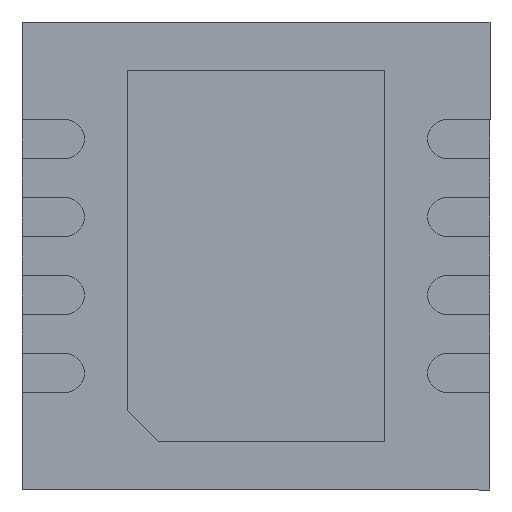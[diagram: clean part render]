
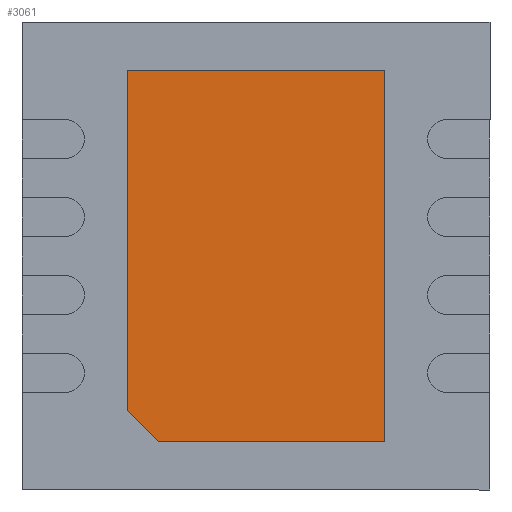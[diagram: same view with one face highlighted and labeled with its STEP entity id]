
A CAD part, front view. The second image highlights one B-rep face of the part: STEP entity #3061.
In plain terms, the highlighted planar face has unit normal (0, -1, 0).
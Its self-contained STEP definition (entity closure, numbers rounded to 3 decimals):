
#2 = CARTESIAN_POINT ( 'NONE',  ( 0.825, 0., -1.19 ) ) ;
#61 = PLANE ( 'NONE',  #511 ) ;
#102 = DIRECTION ( 'NONE',  ( -1., 0., 0. ) ) ;
#117 = EDGE_CURVE ( 'NONE', #261, #1980, #2565, .T. ) ;
#181 = VECTOR ( 'NONE', #1765, 1000. ) ;
#261 = VERTEX_POINT ( 'NONE', #2562 ) ;
#284 = ORIENTED_EDGE ( 'NONE', *, *, #2411, .T. ) ;
#385 = LINE ( 'NONE', #2996, #2652 ) ;
#404 = DIRECTION ( 'NONE',  ( 0., 0., -1. ) ) ;
#511 = AXIS2_PLACEMENT_3D ( 'NONE', #1998, #3445, #1136 ) ;
#540 = CARTESIAN_POINT ( 'NONE',  ( -0.825, 0., 1.19 ) ) ;
#754 = VERTEX_POINT ( 'NONE', #1309 ) ;
#790 = VECTOR ( 'NONE', #3172, 1000. ) ;
#852 = CARTESIAN_POINT ( 'NONE',  ( 0.825, 0., 0. ) ) ;
#984 = EDGE_LOOP ( 'NONE', ( #284, #1501, #2302, #2171, #1721 ) ) ;
#1136 = DIRECTION ( 'NONE',  ( 0., 0., -1. ) ) ;
#1176 = FACE_OUTER_BOUND ( 'NONE', #984, .T. ) ;
#1291 = VERTEX_POINT ( 'NONE', #2 ) ;
#1302 = VECTOR ( 'NONE', #3697, 1000. ) ;
#1309 = CARTESIAN_POINT ( 'NONE',  ( 0.825, 0., 1.19 ) ) ;
#1356 = LINE ( 'NONE', #852, #790 ) ;
#1359 = CARTESIAN_POINT ( 'NONE',  ( -0.825, 0., -0.99 ) ) ;
#1501 = ORIENTED_EDGE ( 'NONE', *, *, #3015, .T. ) ;
#1721 = ORIENTED_EDGE ( 'NONE', *, *, #117, .T. ) ;
#1747 = EDGE_CURVE ( 'NONE', #754, #2328, #2947, .T. ) ;
#1765 = DIRECTION ( 'NONE',  ( 1., 0., 0. ) ) ;
#1980 = VERTEX_POINT ( 'NONE', #2353 ) ;
#1998 = CARTESIAN_POINT ( 'NONE',  ( 0., 0., 0. ) ) ;
#2075 = VECTOR ( 'NONE', #102, 1000. ) ;
#2098 = EDGE_CURVE ( 'NONE', #2328, #261, #385, .T. ) ;
#2171 = ORIENTED_EDGE ( 'NONE', *, *, #2098, .T. ) ;
#2302 = ORIENTED_EDGE ( 'NONE', *, *, #1747, .T. ) ;
#2313 = LINE ( 'NONE', #2332, #181 ) ;
#2328 = VERTEX_POINT ( 'NONE', #540 ) ;
#2332 = CARTESIAN_POINT ( 'NONE',  ( 0., 0., -1.19 ) ) ;
#2353 = CARTESIAN_POINT ( 'NONE',  ( -0.625, 0., -1.19 ) ) ;
#2411 = EDGE_CURVE ( 'NONE', #1980, #1291, #2313, .T. ) ;
#2562 = CARTESIAN_POINT ( 'NONE',  ( -0.825, 0., -0.99 ) ) ;
#2565 = LINE ( 'NONE', #1359, #1302 ) ;
#2652 = VECTOR ( 'NONE', #404, 1000. ) ;
#2664 = CARTESIAN_POINT ( 'NONE',  ( 0., 0., 1.19 ) ) ;
#2947 = LINE ( 'NONE', #2664, #2075 ) ;
#2996 = CARTESIAN_POINT ( 'NONE',  ( -0.825, 0., 0. ) ) ;
#3015 = EDGE_CURVE ( 'NONE', #1291, #754, #1356, .T. ) ;
#3061 = ADVANCED_FACE ( 'NONE', ( #1176 ), #61, .T. ) ;
#3172 = DIRECTION ( 'NONE',  ( 0., 0., 1. ) ) ;
#3445 = DIRECTION ( 'NONE',  ( 0., -1., 0. ) ) ;
#3697 = DIRECTION ( 'NONE',  ( 0.707, 0., -0.707 ) ) ;
